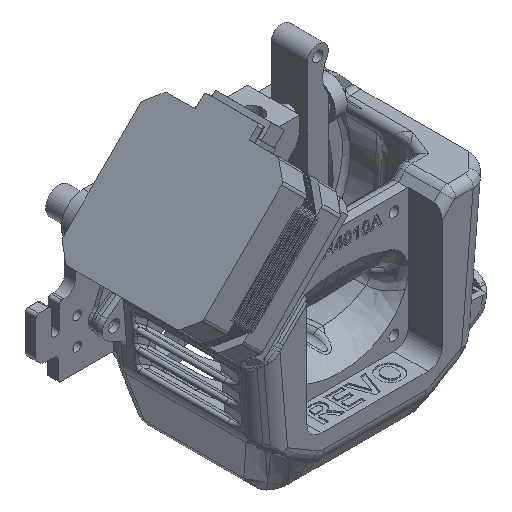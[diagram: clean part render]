
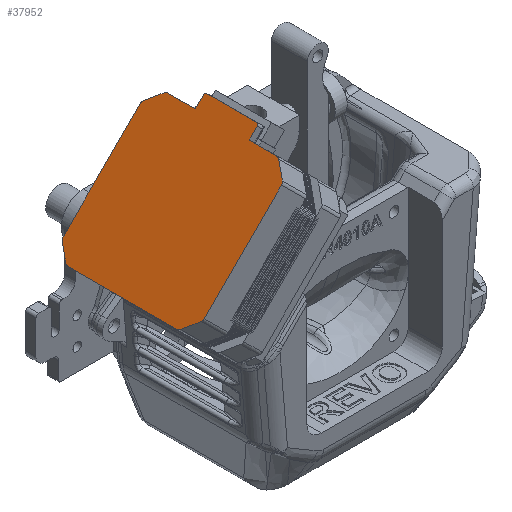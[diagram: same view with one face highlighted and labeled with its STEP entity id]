
A CAD part, isometric view. The second image highlights one B-rep face of the part: STEP entity #37952.
In plain terms, the highlighted face is planar.
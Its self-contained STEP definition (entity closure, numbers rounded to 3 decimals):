
#2539=PLANE('',#41343);
#3851=FACE_OUTER_BOUND('',#6185,.T.);
#6185=EDGE_LOOP('',(#28534,#28535,#28536,#28537,#28538,#28539,#28540,#28541,
#28542,#28543,#28544,#28545,#28546,#28547,#28548,#28549,#28550,#28551,#28552,
#28553,#28554,#28555));
#8814=LINE('',#58042,#11611);
#8817=LINE('',#58048,#11614);
#8818=LINE('',#58050,#11615);
#8819=LINE('',#58054,#11616);
#8820=LINE('',#58058,#11617);
#8821=LINE('',#58062,#11618);
#8822=LINE('',#58066,#11619);
#8823=LINE('',#58070,#11620);
#8824=LINE('',#58074,#11621);
#8825=LINE('',#58078,#11622);
#8826=LINE('',#58082,#11623);
#8827=LINE('',#58084,#11624);
#11611=VECTOR('',#47986,10.);
#11614=VECTOR('',#47991,10.);
#11615=VECTOR('',#47992,10.);
#11616=VECTOR('',#47995,10.);
#11617=VECTOR('',#47998,10.);
#11618=VECTOR('',#48001,10.);
#11619=VECTOR('',#48004,10.);
#11620=VECTOR('',#48007,10.);
#11621=VECTOR('',#48010,10.);
#11622=VECTOR('',#48013,10.);
#11623=VECTOR('',#48016,10.);
#11624=VECTOR('',#48017,10.);
#14314=CIRCLE('',#41341,0.635);
#14315=CIRCLE('',#41344,1.143);
#14316=CIRCLE('',#41345,1.143);
#14317=CIRCLE('',#41346,1.143);
#14318=CIRCLE('',#41347,1.143);
#14319=CIRCLE('',#41348,1.143);
#14320=CIRCLE('',#41349,1.143);
#14321=CIRCLE('',#41350,1.143);
#14322=CIRCLE('',#41351,1.143);
#14323=CIRCLE('',#41352,0.635);
#16362=VERTEX_POINT('',#58035);
#16363=VERTEX_POINT('',#58037);
#16364=VERTEX_POINT('',#58041);
#16366=VERTEX_POINT('',#58047);
#16367=VERTEX_POINT('',#58049);
#16368=VERTEX_POINT('',#58051);
#16369=VERTEX_POINT('',#58053);
#16370=VERTEX_POINT('',#58055);
#16371=VERTEX_POINT('',#58057);
#16372=VERTEX_POINT('',#58059);
#16373=VERTEX_POINT('',#58061);
#16374=VERTEX_POINT('',#58063);
#16375=VERTEX_POINT('',#58065);
#16376=VERTEX_POINT('',#58067);
#16377=VERTEX_POINT('',#58069);
#16378=VERTEX_POINT('',#58071);
#16379=VERTEX_POINT('',#58073);
#16380=VERTEX_POINT('',#58075);
#16381=VERTEX_POINT('',#58077);
#16382=VERTEX_POINT('',#58079);
#16383=VERTEX_POINT('',#58081);
#16384=VERTEX_POINT('',#58083);
#20752=EDGE_CURVE('',#16362,#16363,#14314,.T.);
#20754=EDGE_CURVE('',#16364,#16363,#8814,.T.);
#20757=EDGE_CURVE('',#16362,#16366,#8817,.T.);
#20758=EDGE_CURVE('',#16366,#16367,#8818,.T.);
#20759=EDGE_CURVE('',#16367,#16368,#14315,.T.);
#20760=EDGE_CURVE('',#16368,#16369,#8819,.T.);
#20761=EDGE_CURVE('',#16369,#16370,#14316,.T.);
#20762=EDGE_CURVE('',#16370,#16371,#8820,.T.);
#20763=EDGE_CURVE('',#16371,#16372,#14317,.T.);
#20764=EDGE_CURVE('',#16372,#16373,#8821,.T.);
#20765=EDGE_CURVE('',#16373,#16374,#14318,.T.);
#20766=EDGE_CURVE('',#16374,#16375,#8822,.T.);
#20767=EDGE_CURVE('',#16375,#16376,#14319,.T.);
#20768=EDGE_CURVE('',#16376,#16377,#8823,.T.);
#20769=EDGE_CURVE('',#16377,#16378,#14320,.T.);
#20770=EDGE_CURVE('',#16378,#16379,#8824,.T.);
#20771=EDGE_CURVE('',#16379,#16380,#14321,.T.);
#20772=EDGE_CURVE('',#16380,#16381,#8825,.T.);
#20773=EDGE_CURVE('',#16381,#16382,#14322,.T.);
#20774=EDGE_CURVE('',#16382,#16383,#8826,.T.);
#20775=EDGE_CURVE('',#16384,#16383,#8827,.T.);
#20776=EDGE_CURVE('',#16364,#16384,#14323,.T.);
#28534=ORIENTED_EDGE('',*,*,#20752,.F.);
#28535=ORIENTED_EDGE('',*,*,#20757,.T.);
#28536=ORIENTED_EDGE('',*,*,#20758,.T.);
#28537=ORIENTED_EDGE('',*,*,#20759,.T.);
#28538=ORIENTED_EDGE('',*,*,#20760,.T.);
#28539=ORIENTED_EDGE('',*,*,#20761,.T.);
#28540=ORIENTED_EDGE('',*,*,#20762,.T.);
#28541=ORIENTED_EDGE('',*,*,#20763,.T.);
#28542=ORIENTED_EDGE('',*,*,#20764,.T.);
#28543=ORIENTED_EDGE('',*,*,#20765,.T.);
#28544=ORIENTED_EDGE('',*,*,#20766,.T.);
#28545=ORIENTED_EDGE('',*,*,#20767,.T.);
#28546=ORIENTED_EDGE('',*,*,#20768,.T.);
#28547=ORIENTED_EDGE('',*,*,#20769,.T.);
#28548=ORIENTED_EDGE('',*,*,#20770,.T.);
#28549=ORIENTED_EDGE('',*,*,#20771,.T.);
#28550=ORIENTED_EDGE('',*,*,#20772,.T.);
#28551=ORIENTED_EDGE('',*,*,#20773,.T.);
#28552=ORIENTED_EDGE('',*,*,#20774,.T.);
#28553=ORIENTED_EDGE('',*,*,#20775,.F.);
#28554=ORIENTED_EDGE('',*,*,#20776,.F.);
#28555=ORIENTED_EDGE('',*,*,#20754,.T.);
#37952=ADVANCED_FACE('',(#3851),#2539,.T.);
#41341=AXIS2_PLACEMENT_3D('',#58038,#47981,#47982);
#41343=AXIS2_PLACEMENT_3D('',#58046,#47989,#47990);
#41344=AXIS2_PLACEMENT_3D('',#58052,#47993,#47994);
#41345=AXIS2_PLACEMENT_3D('',#58056,#47996,#47997);
#41346=AXIS2_PLACEMENT_3D('',#58060,#47999,#48000);
#41347=AXIS2_PLACEMENT_3D('',#58064,#48002,#48003);
#41348=AXIS2_PLACEMENT_3D('',#58068,#48005,#48006);
#41349=AXIS2_PLACEMENT_3D('',#58072,#48008,#48009);
#41350=AXIS2_PLACEMENT_3D('',#58076,#48011,#48012);
#41351=AXIS2_PLACEMENT_3D('',#58080,#48014,#48015);
#41352=AXIS2_PLACEMENT_3D('',#58085,#48018,#48019);
#47981=DIRECTION('center_axis',(0.,1.,0.));
#47982=DIRECTION('ref_axis',(-0.707,0.,0.707));
#47986=DIRECTION('',(-1.,0.,0.));
#47989=DIRECTION('center_axis',(0.,-1.,0.));
#47990=DIRECTION('ref_axis',(1.,0.,0.));
#47991=DIRECTION('',(0.,0.,-1.));
#47992=DIRECTION('',(-1.,0.,0.));
#47993=DIRECTION('center_axis',(0.,-1.,0.));
#47994=DIRECTION('ref_axis',(0.,0.,1.));
#47995=DIRECTION('',(-0.707,0.,-0.707));
#47996=DIRECTION('center_axis',(0.,-1.,0.));
#47997=DIRECTION('ref_axis',(-0.707,0.,0.707));
#47998=DIRECTION('',(0.,0.,-1.));
#47999=DIRECTION('center_axis',(0.,-1.,0.));
#48000=DIRECTION('ref_axis',(-1.,0.,0.));
#48001=DIRECTION('',(0.707,0.,-0.707));
#48002=DIRECTION('center_axis',(0.,-1.,0.));
#48003=DIRECTION('ref_axis',(-0.707,0.,-0.707));
#48004=DIRECTION('',(1.,0.,0.));
#48005=DIRECTION('center_axis',(0.,-1.,0.));
#48006=DIRECTION('ref_axis',(0.,0.,-1.));
#48007=DIRECTION('',(0.707,0.,0.707));
#48008=DIRECTION('center_axis',(0.,-1.,0.));
#48009=DIRECTION('ref_axis',(0.707,0.,-0.707));
#48010=DIRECTION('',(0.,0.,1.));
#48011=DIRECTION('center_axis',(0.,-1.,0.));
#48012=DIRECTION('ref_axis',(1.,0.,0.));
#48013=DIRECTION('',(-0.707,0.,0.707));
#48014=DIRECTION('center_axis',(0.,-1.,0.));
#48015=DIRECTION('ref_axis',(0.707,0.,0.707));
#48016=DIRECTION('',(-1.,0.,0.));
#48017=DIRECTION('',(0.,0.,-1.));
#48018=DIRECTION('center_axis',(0.,1.,0.));
#48019=DIRECTION('ref_axis',(0.707,0.,0.707));
#58035=CARTESIAN_POINT('',(-8.065,-24.486,24.554));
#58037=CARTESIAN_POINT('',(-7.43,-24.486,25.189));
#58038=CARTESIAN_POINT('Origin',(-7.43,-24.486,24.554));
#58041=CARTESIAN_POINT('',(7.43,-24.486,25.189));
#58042=CARTESIAN_POINT('',(0.,-24.486,25.189));
#58046=CARTESIAN_POINT('Origin',(0.,-24.486,0.));
#58047=CARTESIAN_POINT('',(-8.065,-24.486,21.15));
#58048=CARTESIAN_POINT('',(-8.065,-24.486,25.189));
#58049=CARTESIAN_POINT('',(-16.359,-24.486,21.15));
#58050=CARTESIAN_POINT('',(16.359,-24.486,21.15));
#58051=CARTESIAN_POINT('',(-17.167,-24.486,20.815));
#58052=CARTESIAN_POINT('Origin',(-16.359,-24.486,20.007));
#58053=CARTESIAN_POINT('',(-20.815,-24.486,17.167));
#58054=CARTESIAN_POINT('',(-17.167,-24.486,20.815));
#58055=CARTESIAN_POINT('',(-21.15,-24.486,16.359));
#58056=CARTESIAN_POINT('Origin',(-20.007,-24.486,16.359));
#58057=CARTESIAN_POINT('',(-21.15,-24.486,-16.359));
#58058=CARTESIAN_POINT('',(-21.15,-24.486,16.359));
#58059=CARTESIAN_POINT('',(-20.815,-24.486,-17.167));
#58060=CARTESIAN_POINT('Origin',(-20.007,-24.486,-16.359));
#58061=CARTESIAN_POINT('',(-17.167,-24.486,-20.815));
#58062=CARTESIAN_POINT('',(-20.815,-24.486,-17.167));
#58063=CARTESIAN_POINT('',(-16.359,-24.486,-21.15));
#58064=CARTESIAN_POINT('Origin',(-16.359,-24.486,-20.007));
#58065=CARTESIAN_POINT('',(16.359,-24.486,-21.15));
#58066=CARTESIAN_POINT('',(-16.359,-24.486,-21.15));
#58067=CARTESIAN_POINT('',(17.167,-24.486,-20.815));
#58068=CARTESIAN_POINT('Origin',(16.359,-24.486,-20.007));
#58069=CARTESIAN_POINT('',(20.815,-24.486,-17.167));
#58070=CARTESIAN_POINT('',(17.167,-24.486,-20.815));
#58071=CARTESIAN_POINT('',(21.15,-24.486,-16.359));
#58072=CARTESIAN_POINT('Origin',(20.007,-24.486,-16.359));
#58073=CARTESIAN_POINT('',(21.15,-24.486,16.359));
#58074=CARTESIAN_POINT('',(21.15,-24.486,-16.359));
#58075=CARTESIAN_POINT('',(20.815,-24.486,17.167));
#58076=CARTESIAN_POINT('Origin',(20.007,-24.486,16.359));
#58077=CARTESIAN_POINT('',(17.167,-24.486,20.815));
#58078=CARTESIAN_POINT('',(20.815,-24.486,17.167));
#58079=CARTESIAN_POINT('',(16.359,-24.486,21.15));
#58080=CARTESIAN_POINT('Origin',(16.359,-24.486,20.007));
#58081=CARTESIAN_POINT('',(8.065,-24.486,21.15));
#58082=CARTESIAN_POINT('',(16.359,-24.486,21.15));
#58083=CARTESIAN_POINT('',(8.065,-24.486,24.554));
#58084=CARTESIAN_POINT('',(8.065,-24.486,25.189));
#58085=CARTESIAN_POINT('Origin',(7.43,-24.486,24.554));
